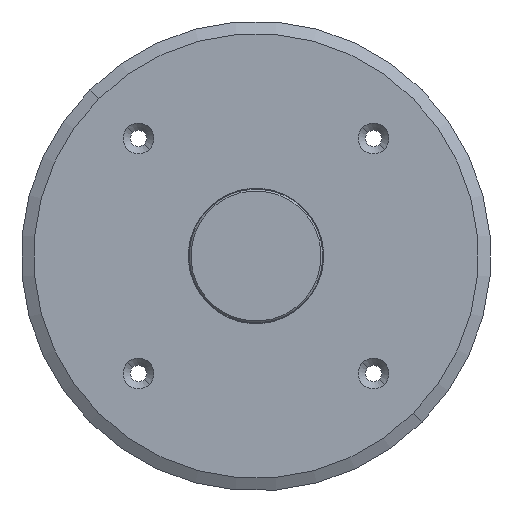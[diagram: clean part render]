
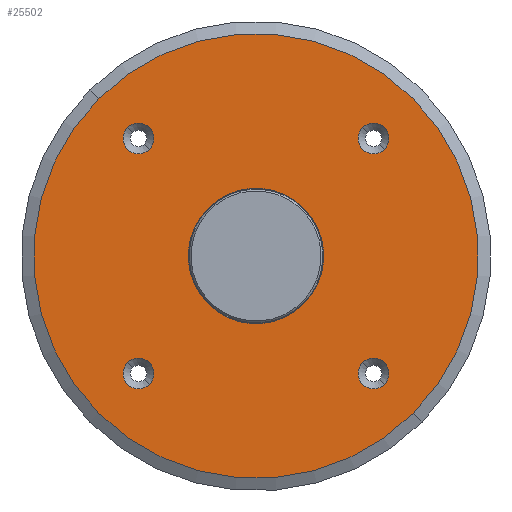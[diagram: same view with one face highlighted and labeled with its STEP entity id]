
A CAD part, left-side view. The second image highlights one B-rep face of the part: STEP entity #25502.
In plain terms, the highlighted planar face has unit normal (-1, 0, 0).
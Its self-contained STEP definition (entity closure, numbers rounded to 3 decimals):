
#1282 = AXIS2_PLACEMENT_3D ( 'NONE', #22271, #1705, #24782 ) ;
#1314 = FACE_OUTER_BOUND ( 'NONE', #3147, .T. ) ;
#1466 = CARTESIAN_POINT ( 'NONE',  ( -26.3, -35.532, -35.532 ) ) ;
#1493 = AXIS2_PLACEMENT_3D ( 'NONE', #35617, #12420, #26760 ) ;
#1698 = ORIENTED_EDGE ( 'NONE', *, *, #7642, .F. ) ;
#1705 = DIRECTION ( 'NONE',  ( 1., 0., 0. ) ) ;
#2223 = DIRECTION ( 'NONE',  ( 1., 0., 0. ) ) ;
#2729 = CARTESIAN_POINT ( 'NONE',  ( -26.3, -29.522, 35.532 ) ) ;
#2940 = DIRECTION ( 'NONE',  ( 1., 0., 0. ) ) ;
#2949 = EDGE_CURVE ( 'NONE', #18280, #30778, #11433, .T. ) ;
#3147 = EDGE_LOOP ( 'NONE', ( #34736, #17332 ) ) ;
#3358 = CIRCLE ( 'NONE', #18834, 4.25 ) ;
#4169 = DIRECTION ( 'NONE',  ( 0., -0.707, -0.707 ) ) ;
#4387 = CARTESIAN_POINT ( 'NONE',  ( -26.3, 32.527, -32.527 ) ) ;
#4403 = EDGE_LOOP ( 'NONE', ( #5475, #9940 ) ) ;
#4416 = DIRECTION ( 'NONE',  ( -1., 0., 0. ) ) ;
#4898 = FACE_BOUND ( 'NONE', #26823, .T. ) ;
#5475 = ORIENTED_EDGE ( 'NONE', *, *, #29220, .T. ) ;
#5606 = CIRCLE ( 'NONE', #21977, 4.25 ) ;
#6254 = AXIS2_PLACEMENT_3D ( 'NONE', #21190, #24104, #32948 ) ;
#6269 = FACE_BOUND ( 'NONE', #27460, .T. ) ;
#6440 = ORIENTED_EDGE ( 'NONE', *, *, #17062, .T. ) ;
#6862 = AXIS2_PLACEMENT_3D ( 'NONE', #32973, #4416, #4169 ) ;
#7502 = DIRECTION ( 'NONE',  ( 0., -0.707, -0.707 ) ) ;
#7559 = EDGE_CURVE ( 'NONE', #16298, #11913, #17984, .T. ) ;
#7642 = EDGE_CURVE ( 'NONE', #30779, #14847, #11659, .T. ) ;
#7959 = CIRCLE ( 'NONE', #1493, 18.75 ) ;
#8435 = EDGE_CURVE ( 'NONE', #14847, #30779, #7959, .T. ) ;
#8506 = VERTEX_POINT ( 'NONE', #21469 ) ;
#9408 = VERTEX_POINT ( 'NONE', #1466 ) ;
#9545 = CARTESIAN_POINT ( 'NONE',  ( -26.3, 32.527, 32.527 ) ) ;
#9940 = ORIENTED_EDGE ( 'NONE', *, *, #27327, .T. ) ;
#11433 = CIRCLE ( 'NONE', #34295, 4.25 ) ;
#11659 = CIRCLE ( 'NONE', #24928, 18.75 ) ;
#11913 = VERTEX_POINT ( 'NONE', #14475 ) ;
#12133 = DIRECTION ( 'NONE',  ( 0., -0.707, -0.707 ) ) ;
#12420 = DIRECTION ( 'NONE',  ( -1., 0., 0. ) ) ;
#12613 = DIRECTION ( 'NONE',  ( 0., -0.707, -0.707 ) ) ;
#12637 = VERTEX_POINT ( 'NONE', #18545 ) ;
#13167 = CARTESIAN_POINT ( 'NONE',  ( -26.3, -13.258, -13.258 ) ) ;
#13340 = EDGE_LOOP ( 'NONE', ( #25026, #23374 ) ) ;
#13648 = DIRECTION ( 'NONE',  ( 0., -0.707, -0.707 ) ) ;
#14475 = CARTESIAN_POINT ( 'NONE',  ( -26.3, 43.512, 43.512 ) ) ;
#14815 = CARTESIAN_POINT ( 'NONE',  ( -26.3, 13.258, 13.258 ) ) ;
#14847 = VERTEX_POINT ( 'NONE', #13167 ) ;
#15000 = DIRECTION ( 'NONE',  ( 0., -0.707, -0.707 ) ) ;
#15797 = FACE_BOUND ( 'NONE', #16631, .T. ) ;
#16048 = AXIS2_PLACEMENT_3D ( 'NONE', #31439, #34360, #31693 ) ;
#16298 = VERTEX_POINT ( 'NONE', #28520 ) ;
#16631 = EDGE_LOOP ( 'NONE', ( #35498, #1698 ) ) ;
#16763 = CIRCLE ( 'NONE', #35567, 4.25 ) ;
#16869 = CIRCLE ( 'NONE', #6254, 4.25 ) ;
#17062 = EDGE_CURVE ( 'NONE', #19734, #9408, #19608, .T. ) ;
#17130 = EDGE_CURVE ( 'NONE', #9408, #19734, #5606, .T. ) ;
#17181 = DIRECTION ( 'NONE',  ( 0., -0.707, -0.707 ) ) ;
#17332 = ORIENTED_EDGE ( 'NONE', *, *, #7559, .T. ) ;
#17568 = ORIENTED_EDGE ( 'NONE', *, *, #2949, .T. ) ;
#17984 = CIRCLE ( 'NONE', #16048, 61.536 ) ;
#18070 = EDGE_CURVE ( 'NONE', #30778, #18280, #16869, .T. ) ;
#18280 = VERTEX_POINT ( 'NONE', #37336 ) ;
#18545 = CARTESIAN_POINT ( 'NONE',  ( -26.3, -35.532, 29.522 ) ) ;
#18834 = AXIS2_PLACEMENT_3D ( 'NONE', #9545, #29859, #12613 ) ;
#19608 = CIRCLE ( 'NONE', #28973, 4.25 ) ;
#19734 = VERTEX_POINT ( 'NONE', #37293 ) ;
#20224 = CARTESIAN_POINT ( 'NONE',  ( -26.3, 32.527, 32.527 ) ) ;
#20247 = VERTEX_POINT ( 'NONE', #2729 ) ;
#20259 = CARTESIAN_POINT ( 'NONE',  ( -26.3, -32.527, 32.527 ) ) ;
#20433 = EDGE_CURVE ( 'NONE', #12637, #20247, #16763, .T. ) ;
#21190 = CARTESIAN_POINT ( 'NONE',  ( -26.3, 32.527, -32.527 ) ) ;
#21469 = CARTESIAN_POINT ( 'NONE',  ( -26.3, 29.522, 29.522 ) ) ;
#21977 = AXIS2_PLACEMENT_3D ( 'NONE', #31229, #2223, #36913 ) ;
#22183 = CIRCLE ( 'NONE', #1282, 4.25 ) ;
#22271 = CARTESIAN_POINT ( 'NONE',  ( -26.3, -32.527, 32.527 ) ) ;
#22322 = DIRECTION ( 'NONE',  ( 1., 0., 0. ) ) ;
#22557 = ORIENTED_EDGE ( 'NONE', *, *, #17130, .T. ) ;
#22634 = CIRCLE ( 'NONE', #6862, 61.536 ) ;
#22763 = DIRECTION ( 'NONE',  ( 0., -0.707, -0.707 ) ) ;
#23340 = EDGE_CURVE ( 'NONE', #20247, #12637, #22183, .T. ) ;
#23374 = ORIENTED_EDGE ( 'NONE', *, *, #23340, .T. ) ;
#23832 = VERTEX_POINT ( 'NONE', #34064 ) ;
#24104 = DIRECTION ( 'NONE',  ( 1., 0., 0. ) ) ;
#24314 = CARTESIAN_POINT ( 'NONE',  ( -26.3, -32.527, -32.527 ) ) ;
#24782 = DIRECTION ( 'NONE',  ( 0., -0.707, -0.707 ) ) ;
#24928 = AXIS2_PLACEMENT_3D ( 'NONE', #26475, #32067, #12133 ) ;
#25026 = ORIENTED_EDGE ( 'NONE', *, *, #20433, .T. ) ;
#25459 = CARTESIAN_POINT ( 'NONE',  ( -26.3, -13.258, 13.258 ) ) ;
#25502 = ADVANCED_FACE ( 'NONE', ( #28833, #6269, #1314, #36091, #4898, #15797 ), #31397, .T. ) ;
#25591 = DIRECTION ( 'NONE',  ( -1., 0., 0. ) ) ;
#26475 = CARTESIAN_POINT ( 'NONE',  ( -26.3, 0., 0. ) ) ;
#26760 = DIRECTION ( 'NONE',  ( 0., -0.707, -0.707 ) ) ;
#26823 = EDGE_LOOP ( 'NONE', ( #17568, #36250 ) ) ;
#27327 = EDGE_CURVE ( 'NONE', #23832, #8506, #28722, .T. ) ;
#27460 = EDGE_LOOP ( 'NONE', ( #22557, #6440 ) ) ;
#28520 = CARTESIAN_POINT ( 'NONE',  ( -26.3, -43.512, -43.512 ) ) ;
#28722 = CIRCLE ( 'NONE', #28927, 4.25 ) ;
#28833 = FACE_BOUND ( 'NONE', #4403, .T. ) ;
#28927 = AXIS2_PLACEMENT_3D ( 'NONE', #20224, #2940, #22763 ) ;
#28948 = DIRECTION ( 'NONE',  ( 1., 0., 0. ) ) ;
#28973 = AXIS2_PLACEMENT_3D ( 'NONE', #24314, #33172, #7502 ) ;
#29220 = EDGE_CURVE ( 'NONE', #8506, #23832, #3358, .T. ) ;
#29859 = DIRECTION ( 'NONE',  ( 1., 0., 0. ) ) ;
#30778 = VERTEX_POINT ( 'NONE', #32059 ) ;
#30779 = VERTEX_POINT ( 'NONE', #14815 ) ;
#31092 = AXIS2_PLACEMENT_3D ( 'NONE', #25459, #25591, #17181 ) ;
#31229 = CARTESIAN_POINT ( 'NONE',  ( -26.3, -32.527, -32.527 ) ) ;
#31397 = PLANE ( 'NONE',  #31092 ) ;
#31439 = CARTESIAN_POINT ( 'NONE',  ( -26.3, 0., 0. ) ) ;
#31693 = DIRECTION ( 'NONE',  ( 0., -0.707, -0.707 ) ) ;
#32059 = CARTESIAN_POINT ( 'NONE',  ( -26.3, 35.532, -29.522 ) ) ;
#32067 = DIRECTION ( 'NONE',  ( -1., 0., 0. ) ) ;
#32948 = DIRECTION ( 'NONE',  ( 0., -0.707, -0.707 ) ) ;
#32973 = CARTESIAN_POINT ( 'NONE',  ( -26.3, 0., 0. ) ) ;
#33172 = DIRECTION ( 'NONE',  ( 1., 0., 0. ) ) ;
#34064 = CARTESIAN_POINT ( 'NONE',  ( -26.3, 35.532, 35.532 ) ) ;
#34295 = AXIS2_PLACEMENT_3D ( 'NONE', #4387, #22322, #13648 ) ;
#34360 = DIRECTION ( 'NONE',  ( -1., 0., 0. ) ) ;
#34736 = ORIENTED_EDGE ( 'NONE', *, *, #35555, .T. ) ;
#35498 = ORIENTED_EDGE ( 'NONE', *, *, #8435, .F. ) ;
#35555 = EDGE_CURVE ( 'NONE', #11913, #16298, #22634, .T. ) ;
#35567 = AXIS2_PLACEMENT_3D ( 'NONE', #20259, #28948, #15000 ) ;
#35617 = CARTESIAN_POINT ( 'NONE',  ( -26.3, 0., 0. ) ) ;
#36091 = FACE_BOUND ( 'NONE', #13340, .T. ) ;
#36250 = ORIENTED_EDGE ( 'NONE', *, *, #18070, .T. ) ;
#36913 = DIRECTION ( 'NONE',  ( 0., -0.707, -0.707 ) ) ;
#37293 = CARTESIAN_POINT ( 'NONE',  ( -26.3, -29.522, -29.522 ) ) ;
#37336 = CARTESIAN_POINT ( 'NONE',  ( -26.3, 29.522, -35.532 ) ) ;
